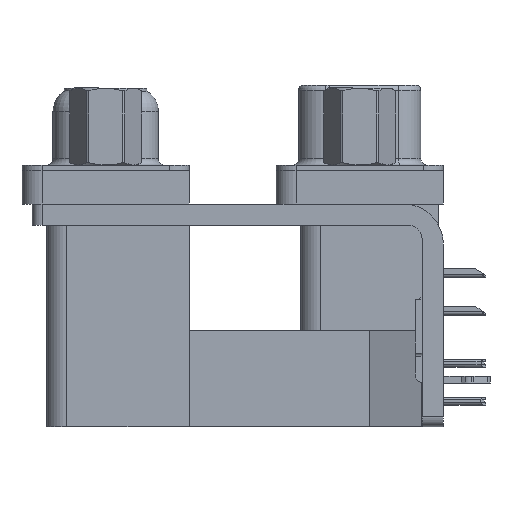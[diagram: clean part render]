
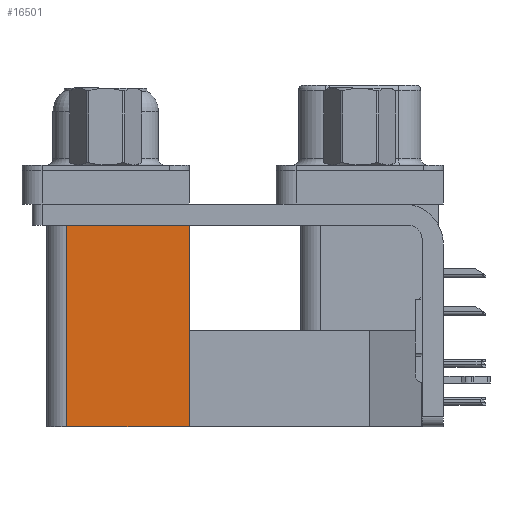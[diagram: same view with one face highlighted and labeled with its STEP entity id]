
A CAD part, left-side view. The second image highlights one B-rep face of the part: STEP entity #16501.
In plain terms, the highlighted planar face has unit normal (-1, 0, 0).
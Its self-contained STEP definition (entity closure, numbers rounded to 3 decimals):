
#1093 = DIRECTION ( 'NONE',  ( 1., 0., 0. ) ) ;
#1252 = DIRECTION ( 'NONE',  ( 0., 0., 1. ) ) ;
#3221 = VERTEX_POINT ( 'NONE', #12897 ) ;
#4293 = EDGE_CURVE ( 'NONE', #39435, #4343, #17206, .T. ) ;
#4343 = VERTEX_POINT ( 'NONE', #43908 ) ;
#5533 = ORIENTED_EDGE ( 'NONE', *, *, #9326, .F. ) ;
#6462 = VECTOR ( 'NONE', #20898, 1000. ) ;
#6517 = AXIS2_PLACEMENT_3D ( 'NONE', #10232, #1093, #23812 ) ;
#6749 = VECTOR ( 'NONE', #27229, 1000. ) ;
#7203 = DIRECTION ( 'NONE',  ( 0., 1., 0. ) ) ;
#9326 = EDGE_CURVE ( 'NONE', #3221, #22913, #25222, .T. ) ;
#10232 = CARTESIAN_POINT ( 'NONE',  ( 3.79, 12.775, -19.2 ) ) ;
#10809 = EDGE_LOOP ( 'NONE', ( #34381, #30455, #5533, #29224 ) ) ;
#12897 = CARTESIAN_POINT ( 'NONE',  ( 3.79, 12.775, -19.2 ) ) ;
#13375 = EDGE_CURVE ( 'NONE', #3221, #39435, #35103, .T. ) ;
#15785 = VECTOR ( 'NONE', #1252, 1000. ) ;
#16501 = ADVANCED_FACE ( 'NONE', ( #20673 ), #31553, .F. ) ;
#17206 = LINE ( 'NONE', #24115, #6749 ) ;
#18112 = CARTESIAN_POINT ( 'NONE',  ( 3.79, 12.775, -19.2 ) ) ;
#20673 = FACE_OUTER_BOUND ( 'NONE', #10809, .T. ) ;
#20898 = DIRECTION ( 'NONE',  ( 0., 0., 1. ) ) ;
#21123 = CARTESIAN_POINT ( 'NONE',  ( 3.79, 12.775, -19.2 ) ) ;
#22913 = VERTEX_POINT ( 'NONE', #42234 ) ;
#23812 = DIRECTION ( 'NONE',  ( 0., 1., 0. ) ) ;
#24115 = CARTESIAN_POINT ( 'NONE',  ( 3.79, 12.775, -2.5 ) ) ;
#25222 = LINE ( 'NONE', #18112, #26475 ) ;
#26475 = VECTOR ( 'NONE', #7203, 1000. ) ;
#27229 = DIRECTION ( 'NONE',  ( 0., 1., 0. ) ) ;
#29224 = ORIENTED_EDGE ( 'NONE', *, *, #13375, .T. ) ;
#30455 = ORIENTED_EDGE ( 'NONE', *, *, #38407, .F. ) ;
#31553 = PLANE ( 'NONE',  #6517 ) ;
#31715 = CARTESIAN_POINT ( 'NONE',  ( 3.79, 21.975, -19.2 ) ) ;
#31922 = CARTESIAN_POINT ( 'NONE',  ( 3.79, 12.775, -2.5 ) ) ;
#34381 = ORIENTED_EDGE ( 'NONE', *, *, #4293, .T. ) ;
#35103 = LINE ( 'NONE', #21123, #6462 ) ;
#38407 = EDGE_CURVE ( 'NONE', #22913, #4343, #41498, .T. ) ;
#39435 = VERTEX_POINT ( 'NONE', #31922 ) ;
#41498 = LINE ( 'NONE', #31715, #15785 ) ;
#42234 = CARTESIAN_POINT ( 'NONE',  ( 3.79, 21.975, -19.2 ) ) ;
#43908 = CARTESIAN_POINT ( 'NONE',  ( 3.79, 21.975, -2.5 ) ) ;
